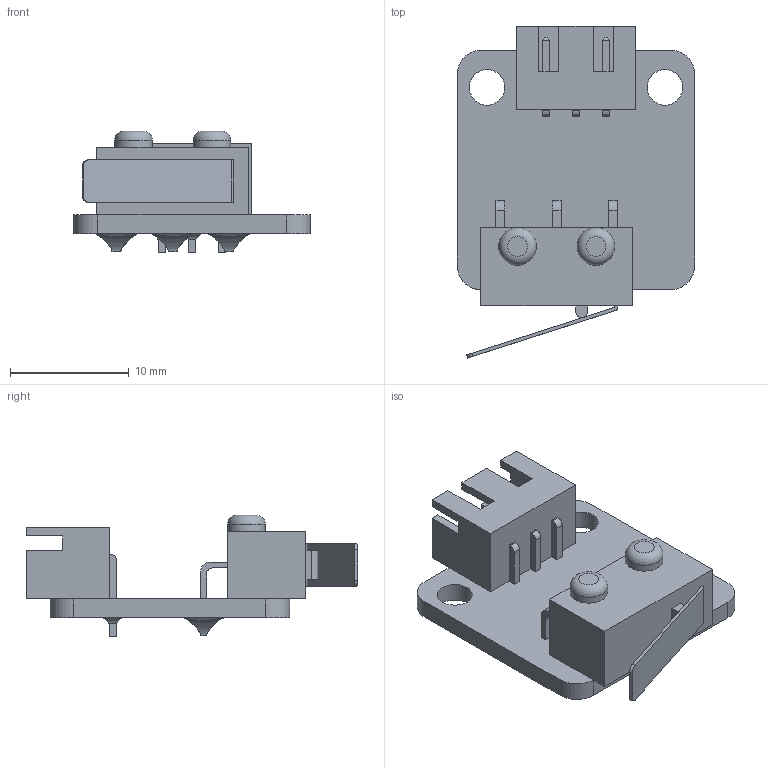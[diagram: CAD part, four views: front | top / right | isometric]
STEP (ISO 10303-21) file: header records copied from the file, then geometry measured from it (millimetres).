
FILE_DESCRIPTION(/* description */ (''),/* implementation_level */ '2;1');
FILE_NAME(/* name */ 'Creality Limit Switch.step',/* time_stamp */ '2021-06-24T19:46:08-04:00',/* author */ (''),/* organization */ (''),/* preprocessor_version */ 'ST-DEVELOPER v18.1',/* originating_system */ 'Autodesk Translation Framework v10.9.0.1377',/* authorisation */ '');
FILE_SCHEMA (('AUTOMOTIVE_DESIGN { 1 0 10303 214 3 1 1 }'));
Length unit declared in the file: millimetre
Products named in the file (2): Creality Limit Switch; Limit Switch
Assembly tree (1 placements, depth 2):
  Creality Limit Switch
    Limit Switch
Bounding box: 20 x 27.99 x 10.25 mm (x, y, z)
Volume: 1348.4 mm3; surface area: 1793.4 mm2
Topology: 2 solids, 2 shells, 172 faces, 442 edges, 284 vertices
Faces by surface type: plane 124, bspline 24, cylinder 22, torus 2
Full cylindrical faces by diameter (mm): 3 x2, 3.18 x2
Entity records: 6309 total; most frequent: CARTESIAN_POINT 2209, ORIENTED_EDGE 884, DIRECTION 735, EDGE_CURVE 442, LINE 331, VECTOR 331, VERTEX_POINT 284, AXIS2_PLACEMENT_3D 202
